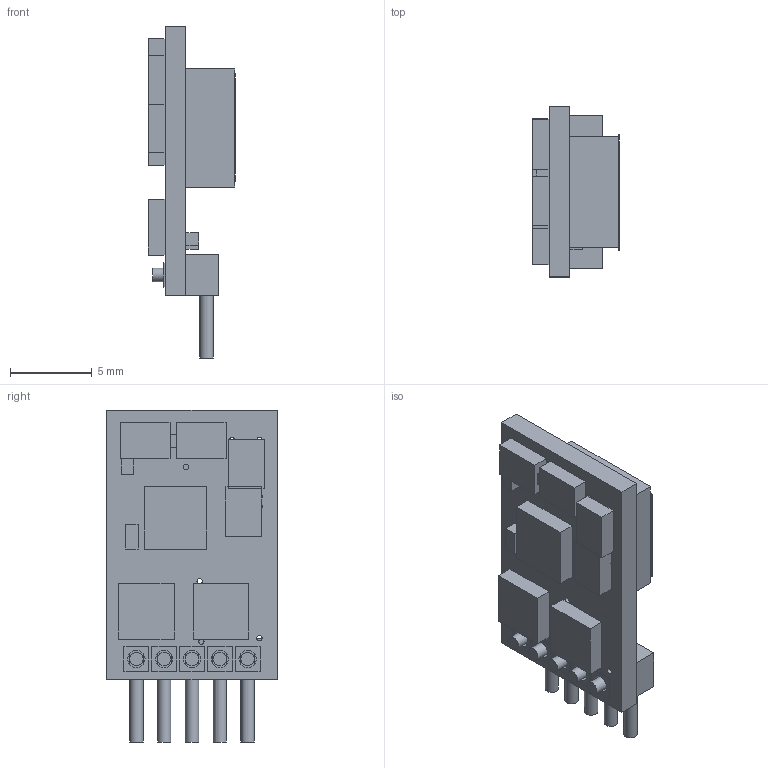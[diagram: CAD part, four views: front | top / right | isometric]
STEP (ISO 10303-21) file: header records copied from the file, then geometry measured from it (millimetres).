
FILE_DESCRIPTION(('FreeCAD Model'),'2;1');
FILE_NAME( 'OKR-T-3-W12-C.step', '2019-12-31T17:59:38',('Author'),(''), 'Open CASCADE STEP processor 7.3','FreeCAD','Unknown');
FILE_SCHEMA(('AUTOMOTIVE_DESIGN { 1 0 10303 214 1 1 1 1 }'));
Length unit declared in the file: millimetre
Products named in the file (1): okr_t3_w12_a_sp
Bounding box: 5.34 x 10.41 x 20.32 mm (x, y, z)
Surface area: 1043 mm2 (no closed solid volume)
Topology: 0 solids, 21 shells, 305 faces, 1206 edges, 887 vertices
Faces by surface type: plane 227, cylinder 73, torus 5
Full cylindrical faces by diameter (mm): 0.33 x20, 0.813 x10, 1.067 x5
Entity records: 12864 total; most frequent: CARTESIAN_POINT 2464, DIRECTION 2119, ORIENTED_EDGE 1899, EDGE_CURVE 1206, VERTEX_POINT 887, LINE 825, VECTOR 825, AXIS2_PLACEMENT_3D 647
